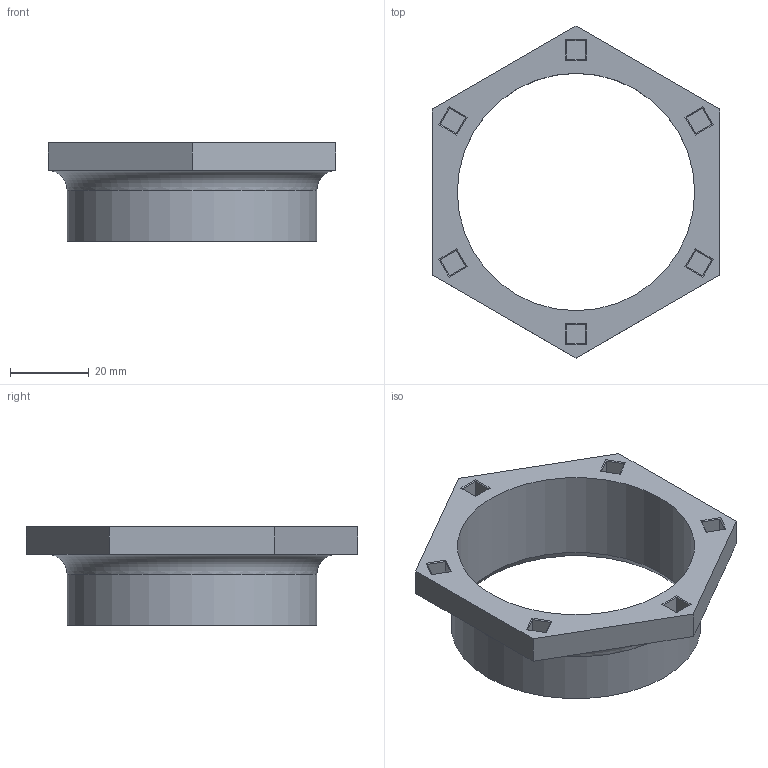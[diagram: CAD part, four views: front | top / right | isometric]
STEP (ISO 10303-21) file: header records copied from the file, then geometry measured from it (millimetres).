
FILE_DESCRIPTION(/* description */ (''),/* implementation_level */ '2;1');
FILE_NAME(/* name */ '2in_PVC_Sch40 v3.step',/* time_stamp */ '2021-04-13T11:03:15-04:00',/* author */ (''),/* organization */ (''),/* preprocessor_version */ 'ST-DEVELOPER v18.1',/* originating_system */ 'Autodesk Translation Framework v9.10.0.1330',/* authorisation */ '');
FILE_SCHEMA (('AUTOMOTIVE_DESIGN { 1 0 10303 214 3 1 1 }'));
Length unit declared in the file: millimetre
Products named in the file (1): 2in_PVC_Sch40
Bounding box: 73.06 x 84.36 x 25 mm (x, y, z)
Volume: 18034.5 mm3; surface area: 13744.5 mm2
Topology: 1 solids, 1 shells, 72 faces, 167 edges, 103 vertices
Faces by surface type: plane 68, cylinder 2, torus 1, cone 1
Full cylindrical faces by diameter (mm): 60.325 x1, 63.5 x1
Entity records: 2067 total; most frequent: CARTESIAN_POINT 403, ORIENTED_EDGE 334, DIRECTION 319, EDGE_CURVE 167, LINE 147, VECTOR 147, VERTEX_POINT 103, AXIS2_PLACEMENT_3D 86
